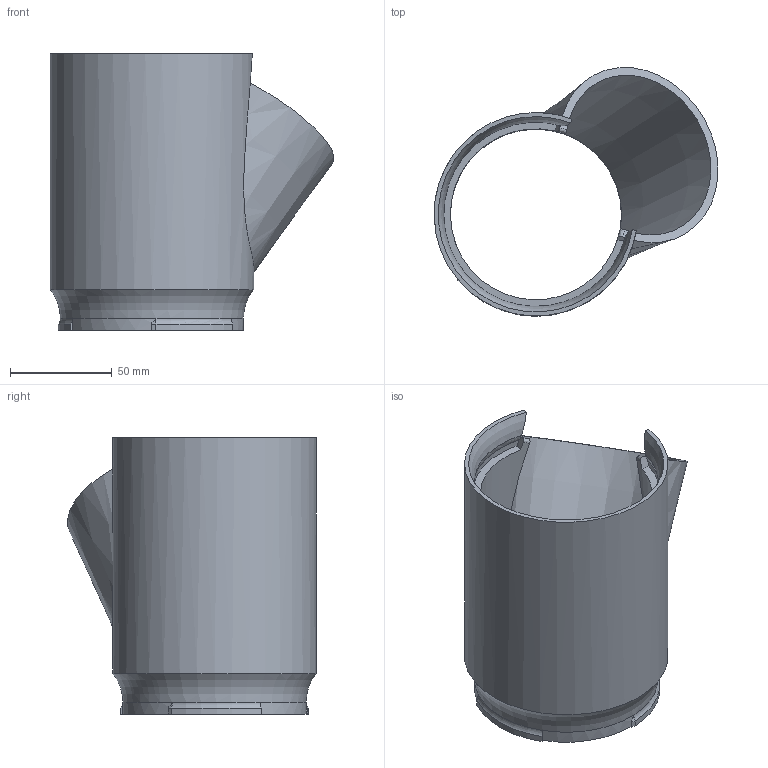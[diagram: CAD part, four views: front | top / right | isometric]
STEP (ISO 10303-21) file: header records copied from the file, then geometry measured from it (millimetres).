
FILE_DESCRIPTION(/* description */ (''),/* implementation_level */ '2;1');
FILE_NAME(/* name */ '80mm Planter Base Module.step',/* time_stamp */ '2024-02-03T15:07:35+11:00',/* author */ (''),/* organization */ (''),/* preprocessor_version */ 'ST-DEVELOPER v20',/* originating_system */ 'Autodesk Translation Framework v12.20.1.177',/* authorisation */ '');
FILE_SCHEMA (('AUTOMOTIVE_DESIGN { 1 0 10303 214 3 1 1 }'));
Length unit declared in the file: millimetre
Products named in the file (1): 80mm Planter Base Module
Bounding box: 139.4 x 122.12 x 135.88 mm (x, y, z)
Volume: 250613.8 mm3; surface area: 86631.9 mm2
Topology: 1 solids, 1 shells, 49 faces, 132 edges, 85 vertices
Faces by surface type: plane 22, cylinder 10, cone 6, torus 6, bspline 5
Full cylindrical faces by diameter (mm): 84 x1, 100 x1
Entity records: 2084 total; most frequent: CARTESIAN_POINT 848, ORIENTED_EDGE 264, DIRECTION 245, EDGE_CURVE 132, AXIS2_PLACEMENT_3D 104, VERTEX_POINT 85, EDGE_LOOP 51, FACE_OUTER_BOUND 49
